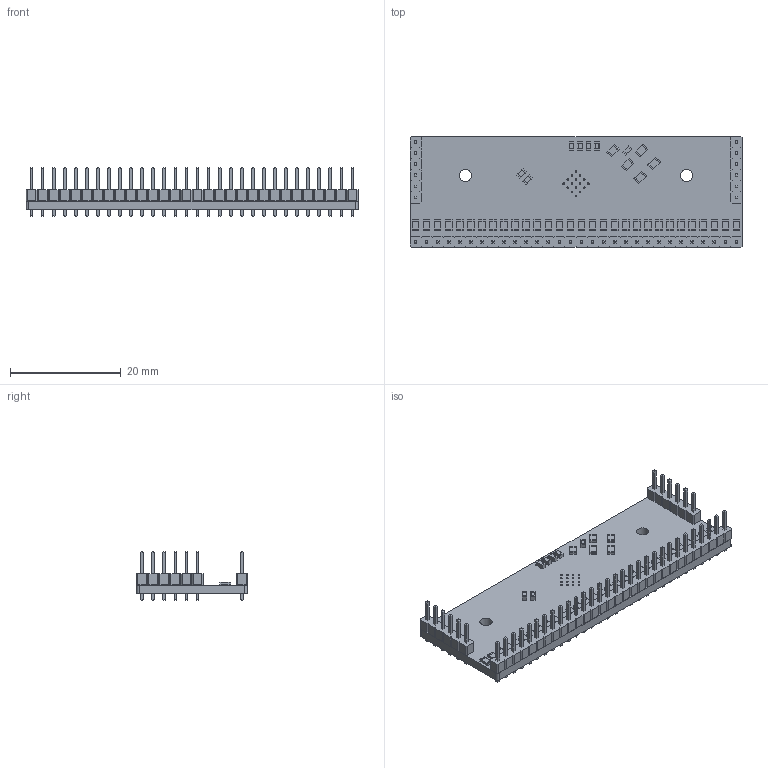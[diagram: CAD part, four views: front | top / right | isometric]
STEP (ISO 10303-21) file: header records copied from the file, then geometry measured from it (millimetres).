
FILE_DESCRIPTION(('KiCad electronic assembly'),'2;1');
FILE_NAME('Lumissil_IS31FL3742A_breakout.step','2023-02-05T01:54:00',( 'Pcbnew'),('Kicad'),'Open CASCADE STEP processor 7.6', 'KiCad to STEP converter','Unknown');
FILE_SCHEMA(('AUTOMOTIVE_DESIGN { 1 0 10303 214 1 1 1 1 }'));
Length unit declared in the file: millimetre
Products named in the file (10): Lumissil_IS31FL3742A_breakout 1; R_0805_2012Metric; SOLID; C_0603_1608Metric; PinHeader_1x06_P2.00mm_Vertical; PinHeader_1x30_P2.00mm_Vertical; Lumissil_IS31FL3742A_breakout PCB
Assembly tree (50 placements, depth 3):
  Lumissil_IS31FL3742A_breakout 1
    R_0805_2012Metric  x35
      SOLID
    C_0603_1608Metric  x7
      SOLID
    PinHeader_1x06_P2.00mm_Vertical  x2
      SOLID
    PinHeader_1x30_P2.00mm_Vertical
      SOLID
    Lumissil_IS31FL3742A_breakout PCB
Bounding box: 60 x 20 x 8.8 mm (x, y, z)
Volume: 2313 mm3; surface area: 4391.5 mm2
Topology: 46 solids, 46 shells, 2196 faces, 5542 edges, 3536 vertices
Faces by surface type: plane 1768, cylinder 428
Full cylindrical faces by diameter (mm): 0.3 x16, 0.8 x42, 2.2 x2
Entity records: 67555 total; most frequent: CARTESIAN_POINT 10031, DIRECTION 9574, LINE 6996, VECTOR 6996, ORIENTED_EDGE 4888, PCURVE 4888, DEFINITIONAL_REPRESENTATION 4888, EDGE_CURVE 2444
